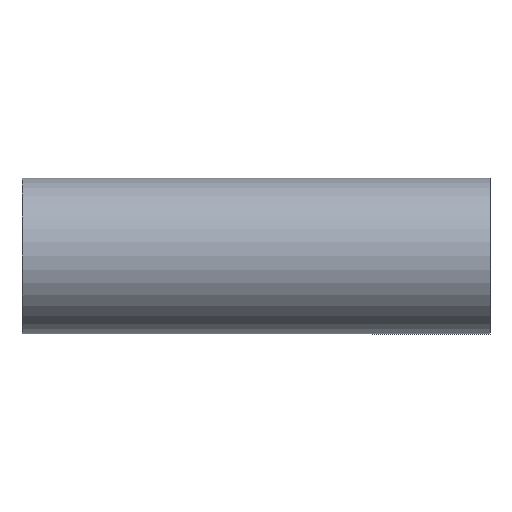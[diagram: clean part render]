
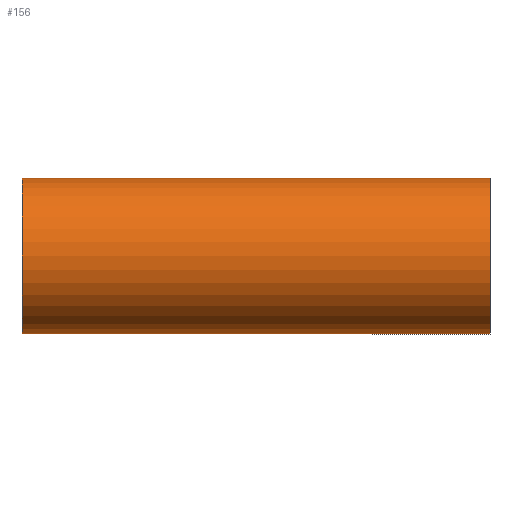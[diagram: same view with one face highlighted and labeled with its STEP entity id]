
A CAD part, front view. The second image highlights one B-rep face of the part: STEP entity #156.
In plain terms, the highlighted cylindrical face has radius 25.4 mm (diameter 50.8 mm), a full revolution.
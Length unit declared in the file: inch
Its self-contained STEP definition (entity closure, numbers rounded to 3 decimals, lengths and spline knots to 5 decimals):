
#18=FACE_BOUND('',#48,.T.);
#25=LINE('',#439,#30);
#30=VECTOR('',#216,1.);
#34=CYLINDRICAL_SURFACE('',#185,1.);
#39=FACE_OUTER_BOUND('',#47,.T.);
#47=EDGE_LOOP('',(#123,#124,#125,#126,#127,#128));
#48=EDGE_LOOP('',(#129));
#60=B_SPLINE_CURVE_WITH_KNOTS('',3,(#402,#403,#404,#405,#406,#407,#408,
#409,#410,#411,#412,#413,#414,#415,#416,#417,#418,#419,#420,#421,#422,#423,
#424,#425,#426),.UNSPECIFIED.,.T.,.F.,(4,1,1,1,1,1,1,1,1,1,1,1,1,1,1,1,
1,1,1,1,1,1,4),(-12.15105,-11.71708,-11.28312,-10.41519,
-9.83656,-9.25794,-8.67932,-8.1007,
-7.52208,-6.94346,-6.36484,-6.07553,
-5.78621,-5.20759,-4.62897,-4.05035,
-3.47173,-2.89311,-2.31449,-1.73586,
-0.86793,-0.43397,0.),.UNSPECIFIED.);
#65=CIRCLE('',#186,1.);
#66=CIRCLE('',#187,1.);
#67=CIRCLE('',#188,1.);
#68=CIRCLE('',#189,1.);
#74=VERTEX_POINT('',#369);
#79=VERTEX_POINT('',#434);
#80=VERTEX_POINT('',#435);
#81=VERTEX_POINT('',#438);
#82=VERTEX_POINT('',#440);
#93=EDGE_CURVE('',#74,#74,#60,.T.);
#97=EDGE_CURVE('',#79,#80,#65,.T.);
#98=EDGE_CURVE('',#80,#79,#66,.T.);
#99=EDGE_CURVE('',#80,#81,#25,.T.);
#100=EDGE_CURVE('',#81,#82,#67,.T.);
#101=EDGE_CURVE('',#82,#81,#68,.T.);
#123=ORIENTED_EDGE('',*,*,#97,.F.);
#124=ORIENTED_EDGE('',*,*,#98,.F.);
#125=ORIENTED_EDGE('',*,*,#99,.T.);
#126=ORIENTED_EDGE('',*,*,#100,.T.);
#127=ORIENTED_EDGE('',*,*,#101,.T.);
#128=ORIENTED_EDGE('',*,*,#99,.F.);
#129=ORIENTED_EDGE('',*,*,#93,.F.);
#156=ADVANCED_FACE('',(#39,#18),#34,.T.);
#185=AXIS2_PLACEMENT_3D('',#433,#210,#211);
#186=AXIS2_PLACEMENT_3D('',#436,#212,#213);
#187=AXIS2_PLACEMENT_3D('',#437,#214,#215);
#188=AXIS2_PLACEMENT_3D('',#441,#217,#218);
#189=AXIS2_PLACEMENT_3D('',#442,#219,#220);
#210=DIRECTION('center_axis',(-1.,0.,0.));
#211=DIRECTION('ref_axis',(0.,0.,1.));
#212=DIRECTION('center_axis',(-1.,0.,0.));
#213=DIRECTION('ref_axis',(0.,0.,1.));
#214=DIRECTION('center_axis',(-1.,0.,0.));
#215=DIRECTION('ref_axis',(0.,0.,1.));
#216=DIRECTION('',(1.,0.,0.));
#217=DIRECTION('center_axis',(-1.,0.,0.));
#218=DIRECTION('ref_axis',(0.,0.,1.));
#219=DIRECTION('center_axis',(-1.,0.,0.));
#220=DIRECTION('ref_axis',(0.,0.,1.));
#369=CARTESIAN_POINT('',(0.,0.64438,-0.76471));
#402=CARTESIAN_POINT('Ctrl Pts',(0.,0.64438,
-0.76471));
#403=CARTESIAN_POINT('Ctrl Pts',(-0.06394,0.64438,
-0.76471));
#404=CARTESIAN_POINT('Ctrl Pts',(-0.19148,0.66212,-0.75016));
#405=CARTESIAN_POINT('Ctrl Pts',(-0.41834,0.74618,-0.67165));
#406=CARTESIAN_POINT('Ctrl Pts',(-0.61633,0.86445,-0.5235));
#407=CARTESIAN_POINT('Ctrl Pts',(-0.76284,0.96404,-0.29606));
#408=CARTESIAN_POINT('Ctrl Pts',(-0.82367,1.00818,-0.06181));
#409=CARTESIAN_POINT('Ctrl Pts',(-0.8027,0.99279,0.18264));
#410=CARTESIAN_POINT('Ctrl Pts',(-0.70684,0.92501,0.39926));
#411=CARTESIAN_POINT('Ctrl Pts',(-0.55652,0.82747,0.5711));
#412=CARTESIAN_POINT('Ctrl Pts',(-0.365,0.72332,0.69512));
#413=CARTESIAN_POINT('Ctrl Pts',(-0.17063,0.656,0.75505));
#414=CARTESIAN_POINT('Ctrl Pts',(0.00002,0.64048,0.76794));
#415=CARTESIAN_POINT('Ctrl Pts',(0.17065,0.65603,0.75503));
#416=CARTESIAN_POINT('Ctrl Pts',(0.36499,0.72329,0.69513));
#417=CARTESIAN_POINT('Ctrl Pts',(0.55653,0.82748,0.5711));
#418=CARTESIAN_POINT('Ctrl Pts',(0.70681,0.92499,0.39927));
#419=CARTESIAN_POINT('Ctrl Pts',(0.80273,0.99283,0.18266));
#420=CARTESIAN_POINT('Ctrl Pts',(0.82363,1.00813,-0.06176));
#421=CARTESIAN_POINT('Ctrl Pts',(0.76286,0.96406,-0.29612));
#422=CARTESIAN_POINT('Ctrl Pts',(0.61632,0.86446,-0.52345));
#423=CARTESIAN_POINT('Ctrl Pts',(0.41836,0.74618,-0.67166));
#424=CARTESIAN_POINT('Ctrl Pts',(0.19147,0.66212,-0.75015));
#425=CARTESIAN_POINT('Ctrl Pts',(0.06394,0.64438,-0.76471));
#426=CARTESIAN_POINT('Ctrl Pts',(0.,0.64438,
-0.76471));
#433=CARTESIAN_POINT('Origin',(0.,0.,0.));
#434=CARTESIAN_POINT('',(-3.,0.,1.));
#435=CARTESIAN_POINT('',(-3.,0.,-1.));
#436=CARTESIAN_POINT('Origin',(-3.,0.,0.));
#437=CARTESIAN_POINT('Origin',(-3.,0.,0.));
#438=CARTESIAN_POINT('',(3.,0.,-1.));
#439=CARTESIAN_POINT('',(0.,0.,-1.));
#440=CARTESIAN_POINT('',(3.,0.,1.));
#441=CARTESIAN_POINT('Origin',(3.,0.,0.));
#442=CARTESIAN_POINT('Origin',(3.,0.,0.));
